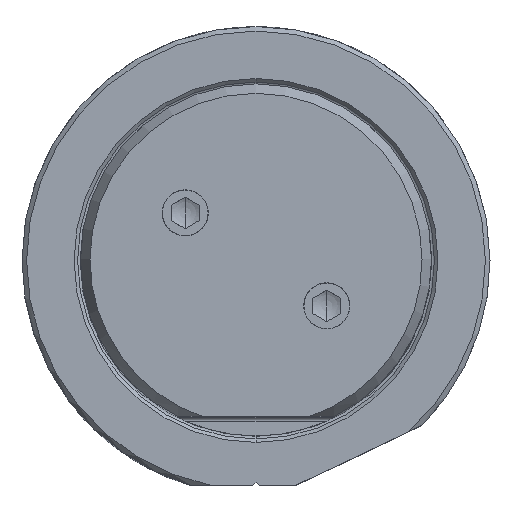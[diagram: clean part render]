
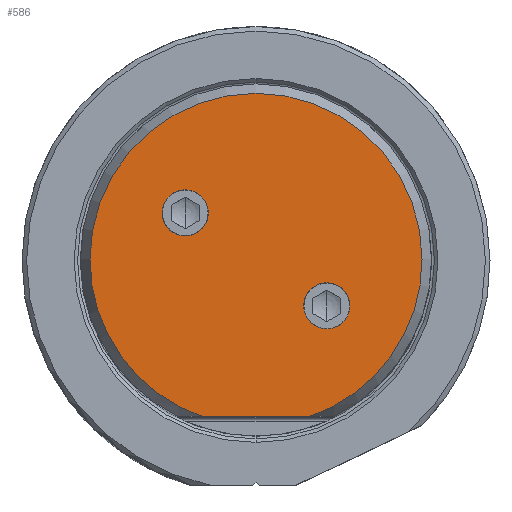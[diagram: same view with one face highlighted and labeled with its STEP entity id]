
A CAD part, top view. The second image highlights one B-rep face of the part: STEP entity #586.
In plain terms, the highlighted planar face has unit normal (0, 0, 1).
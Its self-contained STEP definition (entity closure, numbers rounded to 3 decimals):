
#112=PLANE('',#5680);
#586=ADVANCED_FACE('',(#921,#922,#923),#112,.T.);
#921=FACE_BOUND('',#1015,.T.);
#922=FACE_BOUND('',#1016,.T.);
#923=FACE_BOUND('',#1017,.T.);
#1015=EDGE_LOOP('',(#2513,#2514,#2515,#2516));
#1016=EDGE_LOOP('',(#2517,#2518,#2519,#2520));
#1017=EDGE_LOOP('',(#2521,#2522,#2523,#2524));
#1257=ELLIPSE('',#5673,2.005,2.);
#1258=ELLIPSE('',#5676,2.005,2.);
#1336=LINE('',#11820,#1645);
#1645=VECTOR('',#6565,1.);
#2513=ORIENTED_EDGE('',*,*,#4505,.T.);
#2514=ORIENTED_EDGE('',*,*,#4504,.T.);
#2515=ORIENTED_EDGE('',*,*,#4501,.T.);
#2516=ORIENTED_EDGE('',*,*,#4506,.T.);
#2517=ORIENTED_EDGE('',*,*,#4507,.T.);
#2518=ORIENTED_EDGE('',*,*,#4508,.F.);
#2519=ORIENTED_EDGE('',*,*,#4509,.T.);
#2520=ORIENTED_EDGE('',*,*,#4510,.T.);
#2521=ORIENTED_EDGE('',*,*,#4511,.F.);
#2522=ORIENTED_EDGE('',*,*,#4512,.T.);
#2523=ORIENTED_EDGE('',*,*,#4513,.T.);
#2524=ORIENTED_EDGE('',*,*,#4514,.T.);
#3885=VERTEX_POINT('',#11821);
#3886=VERTEX_POINT('',#11822);
#3887=VERTEX_POINT('',#11833);
#3888=VERTEX_POINT('',#11835);
#3889=VERTEX_POINT('',#11839);
#3890=VERTEX_POINT('',#11840);
#3891=VERTEX_POINT('',#11842);
#3892=VERTEX_POINT('',#11844);
#3893=VERTEX_POINT('',#11847);
#3894=VERTEX_POINT('',#11848);
#3895=VERTEX_POINT('',#11850);
#3896=VERTEX_POINT('',#11852);
#4501=EDGE_CURVE('',#3885,#3886,#1336,.T.);
#4504=EDGE_CURVE('',#3887,#3885,#5113,.T.);
#4505=EDGE_CURVE('',#3888,#3887,#5114,.T.);
#4506=EDGE_CURVE('',#3886,#3888,#5115,.T.);
#4507=EDGE_CURVE('',#3889,#3890,#5116,.T.);
#4508=EDGE_CURVE('',#3891,#3890,#1257,.T.);
#4509=EDGE_CURVE('',#3891,#3892,#5117,.T.);
#4510=EDGE_CURVE('',#3892,#3889,#5118,.T.);
#4511=EDGE_CURVE('',#3893,#3894,#1258,.T.);
#4512=EDGE_CURVE('',#3893,#3895,#5119,.T.);
#4513=EDGE_CURVE('',#3895,#3896,#5120,.T.);
#4514=EDGE_CURVE('',#3896,#3894,#5121,.T.);
#5113=CIRCLE('',#5668,18.022);
#5114=CIRCLE('',#5669,18.022);
#5115=CIRCLE('',#5670,18.022);
#5116=CIRCLE('',#5672,2.5);
#5117=CIRCLE('',#5674,2.5);
#5118=CIRCLE('',#5675,2.5);
#5119=CIRCLE('',#5677,2.5);
#5120=CIRCLE('',#5678,2.5);
#5121=CIRCLE('',#5679,2.5);
#5668=AXIS2_PLACEMENT_3D('',#11832,#6568,#6569);
#5669=AXIS2_PLACEMENT_3D('',#11834,#6570,#6571);
#5670=AXIS2_PLACEMENT_3D('',#11836,#6572,#6573);
#5672=AXIS2_PLACEMENT_3D('',#11838,#6576,#6577);
#5673=AXIS2_PLACEMENT_3D('',#11841,#6578,#6579);
#5674=AXIS2_PLACEMENT_3D('',#11843,#6580,#6581);
#5675=AXIS2_PLACEMENT_3D('',#11845,#6582,#6583);
#5676=AXIS2_PLACEMENT_3D('',#11846,#6584,#6585);
#5677=AXIS2_PLACEMENT_3D('',#11849,#6586,#6587);
#5678=AXIS2_PLACEMENT_3D('',#11851,#6588,#6589);
#5679=AXIS2_PLACEMENT_3D('',#11853,#6590,#6591);
#5680=AXIS2_PLACEMENT_3D('',#11854,#6592,#6593);
#6565=DIRECTION('',(1.,0.,0.));
#6568=DIRECTION('',(0.,0.,1.));
#6569=DIRECTION('',(-1.,0.,0.));
#6570=DIRECTION('',(0.,0.,1.));
#6571=DIRECTION('',(1.,0.,0.));
#6572=DIRECTION('',(0.,0.,1.));
#6573=DIRECTION('',(0.324,-0.946,0.));
#6576=DIRECTION('',(0.,0.,-1.));
#6577=DIRECTION('',(1.,0.,0.));
#6578=DIRECTION('',(0.,0.,1.));
#6579=DIRECTION('',(0.726,0.688,0.));
#6580=DIRECTION('',(0.,0.,-1.));
#6581=DIRECTION('',(-0.961,-0.275,0.));
#6582=DIRECTION('',(0.,0.,-1.));
#6583=DIRECTION('',(-1.,0.,0.));
#6584=DIRECTION('',(0.,0.,1.));
#6585=DIRECTION('',(-0.726,-0.688,0.));
#6586=DIRECTION('',(0.,0.,-1.));
#6587=DIRECTION('',(0.961,0.275,0.));
#6588=DIRECTION('',(0.,0.,-1.));
#6589=DIRECTION('',(1.,0.,0.));
#6590=DIRECTION('',(0.,0.,-1.));
#6591=DIRECTION('',(-1.,0.,0.));
#6592=DIRECTION('',(0.,0.,1.));
#6593=DIRECTION('',(1.,0.,0.));
#11820=CARTESIAN_POINT('',(-5.839,-17.05,69.85));
#11821=CARTESIAN_POINT('',(-5.839,-17.05,69.85));
#11822=CARTESIAN_POINT('',(5.839,-17.05,69.85));
#11832=CARTESIAN_POINT('',(0.,0.,69.85));
#11833=CARTESIAN_POINT('',(-18.022,0.,69.85));
#11834=CARTESIAN_POINT('',(0.,0.,69.85));
#11835=CARTESIAN_POINT('',(18.022,0.,69.85));
#11836=CARTESIAN_POINT('',(0.,0.,69.85));
#11838=CARTESIAN_POINT('',(-7.68,5.046,69.85));
#11839=CARTESIAN_POINT('',(-5.18,5.046,69.85));
#11840=CARTESIAN_POINT('',(-9.857,3.819,69.85));
#11841=CARTESIAN_POINT('',(-8.142,4.857,69.85));
#11842=CARTESIAN_POINT('',(-10.083,4.358,69.85));
#11843=CARTESIAN_POINT('',(-7.68,5.046,69.85));
#11844=CARTESIAN_POINT('',(-10.18,5.046,69.85));
#11845=CARTESIAN_POINT('',(-7.68,5.046,69.85));
#11846=CARTESIAN_POINT('',(8.142,-4.857,69.85));
#11847=CARTESIAN_POINT('',(10.083,-4.358,69.85));
#11848=CARTESIAN_POINT('',(9.857,-3.819,69.85));
#11849=CARTESIAN_POINT('',(7.68,-5.046,69.85));
#11850=CARTESIAN_POINT('',(10.18,-5.046,69.85));
#11851=CARTESIAN_POINT('',(7.68,-5.046,69.85));
#11852=CARTESIAN_POINT('',(5.18,-5.046,69.85));
#11853=CARTESIAN_POINT('',(7.68,-5.046,69.85));
#11854=CARTESIAN_POINT('',(0.,0.487,69.85));
